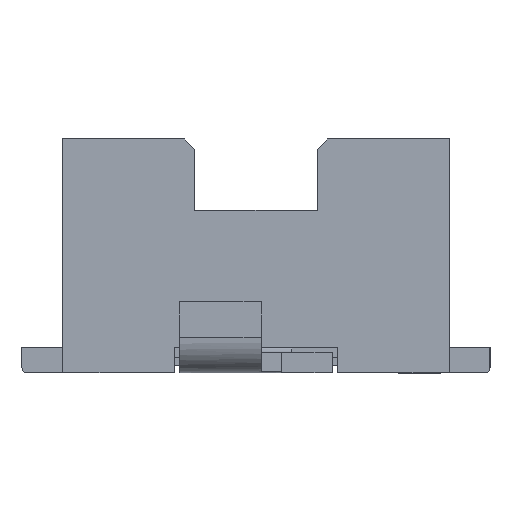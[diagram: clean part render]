
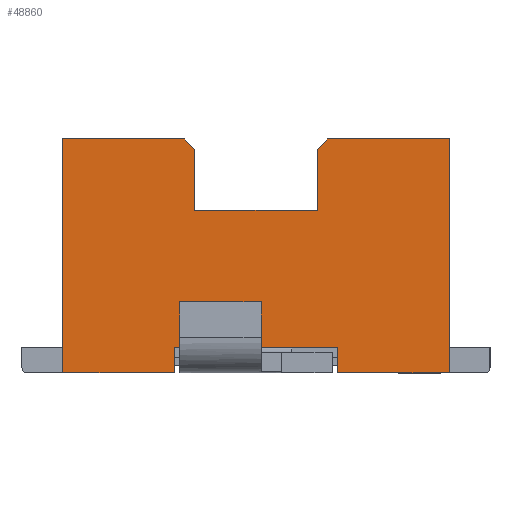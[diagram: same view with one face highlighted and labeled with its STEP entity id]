
A CAD part, left-side view. The second image highlights one B-rep face of the part: STEP entity #48860.
In plain terms, the highlighted face is planar.
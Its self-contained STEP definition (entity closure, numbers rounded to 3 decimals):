
#22410=CARTESIAN_POINT('',(-11.51,2.55,-1.32));
#22420=VERTEX_POINT('',#22410);
#22450=CARTESIAN_POINT('',(-11.51,2.55,-1.32));
#22460=DIRECTION('',(1.,0.,0.));
#22470=VECTOR('',#22460,1.);
#22480=LINE('',#22450,#22470);
#22490=CARTESIAN_POINT('',(-10.31,2.55,-1.32));
#22500=VERTEX_POINT('',#22490);
#22510=EDGE_CURVE('',#22420,#22500,#22480,.T.);
#26760=CARTESIAN_POINT('',(-10.31,0.25,-1.32));
#26770=DIRECTION('',(0.,1.,0.));
#26780=VECTOR('',#26770,1.);
#26790=LINE('',#26760,#26780);
#26800=CARTESIAN_POINT('',(-10.31,0.25,-1.32));
#26810=VERTEX_POINT('',#26800);
#26820=EDGE_CURVE('',#26810,#22500,#26790,.T.);
#47480=CARTESIAN_POINT('',(-10.31,0.25,-1.32));
#47490=DIRECTION('',(-1.,0.,0.));
#47500=VECTOR('',#47490,1.);
#47510=LINE('',#47480,#47500);
#47520=CARTESIAN_POINT('',(-11.41,0.25,-1.32));
#47530=VERTEX_POINT('',#47520);
#47540=EDGE_CURVE('',#26810,#47530,#47510,.T.);
#47700=CARTESIAN_POINT('',(-11.41,0.25,-1.32));
#47710=DIRECTION('',(0.,1.,0.));
#47720=VECTOR('',#47710,1.);
#47730=LINE('',#47700,#47720);
#47740=CARTESIAN_POINT('',(-11.41,0.5,-1.32));
#47750=VERTEX_POINT('',#47740);
#47760=EDGE_CURVE('',#47530,#47750,#47730,.T.);
#47970=CARTESIAN_POINT('',(-14.11,0.25,-1.32));
#47980=DIRECTION('',(0.,0.,-1.));
#47990=DIRECTION('',(1.,0.,0.));
#48000=AXIS2_PLACEMENT_3D('',#47970,#47980,#47990);
#48010=PLANE('',#48000);
#48020=CARTESIAN_POINT('',(-12.91,2.55,-1.32));
#48030=DIRECTION('',(0.707,-0.707,0.));
#48040=VECTOR('',#48030,1.);
#48050=LINE('',#48020,#48040);
#48060=CARTESIAN_POINT('',(-12.91,2.55,-1.32));
#48070=VERTEX_POINT('',#48060);
#48080=CARTESIAN_POINT('',(-12.81,2.45,-1.32));
#48090=VERTEX_POINT('',#48080);
#48100=EDGE_CURVE('',#48070,#48090,#48050,.T.);
#48110=ORIENTED_EDGE('',*,*,#48100,.T.);
#48120=CARTESIAN_POINT('',(-14.11,2.55,-1.32));
#48130=DIRECTION('',(1.,0.,0.));
#48140=VECTOR('',#48130,1.);
#48150=LINE('',#48120,#48140);
#48160=CARTESIAN_POINT('',(-14.11,2.55,-1.32));
#48170=VERTEX_POINT('',#48160);
#48180=EDGE_CURVE('',#48170,#48070,#48150,.T.);
#48190=ORIENTED_EDGE('',*,*,#48180,.T.);
#48200=CARTESIAN_POINT('',(-14.11,0.25,-1.32));
#48210=DIRECTION('',(0.,1.,0.));
#48220=VECTOR('',#48210,1.);
#48230=LINE('',#48200,#48220);
#48240=CARTESIAN_POINT('',(-14.11,0.25,-1.32));
#48250=VERTEX_POINT('',#48240);
#48260=EDGE_CURVE('',#48250,#48170,#48230,.T.);
#48270=ORIENTED_EDGE('',*,*,#48260,.T.);
#48280=CARTESIAN_POINT('',(-13.01,0.25,-1.32));
#48290=DIRECTION('',(-1.,0.,0.));
#48300=VECTOR('',#48290,1.);
#48310=LINE('',#48280,#48300);
#48320=CARTESIAN_POINT('',(-13.01,0.25,-1.32));
#48330=VERTEX_POINT('',#48320);
#48340=EDGE_CURVE('',#48330,#48250,#48310,.T.);
#48350=ORIENTED_EDGE('',*,*,#48340,.T.);
#48360=CARTESIAN_POINT('',(-13.01,0.5,-1.32));
#48370=DIRECTION('',(0.,-1.,0.));
#48380=VECTOR('',#48370,1.);
#48390=LINE('',#48360,#48380);
#48400=CARTESIAN_POINT('',(-13.01,0.5,-1.32));
#48410=VERTEX_POINT('',#48400);
#48420=EDGE_CURVE('',#48410,#48330,#48390,.T.);
#48430=ORIENTED_EDGE('',*,*,#48420,.T.);
#48440=CARTESIAN_POINT('',(-11.41,0.5,-1.32));
#48450=DIRECTION('',(-1.,0.,0.));
#48460=VECTOR('',#48450,1.);
#48470=LINE('',#48440,#48460);
#48480=EDGE_CURVE('',#47750,#48410,#48470,.T.);
#48490=ORIENTED_EDGE('',*,*,#48480,.T.);
#48500=ORIENTED_EDGE('',*,*,#47760,.T.);
#48510=ORIENTED_EDGE('',*,*,#47540,.T.);
#48520=ORIENTED_EDGE('',*,*,#26820,.F.);
#48530=ORIENTED_EDGE('',*,*,#22510,.T.);
#48540=CARTESIAN_POINT('',(-11.61,2.45,-1.32));
#48550=DIRECTION('',(0.707,0.707,0.));
#48560=VECTOR('',#48550,1.);
#48570=LINE('',#48540,#48560);
#48580=CARTESIAN_POINT('',(-11.61,2.45,-1.32));
#48590=VERTEX_POINT('',#48580);
#48600=EDGE_CURVE('',#48590,#22420,#48570,.T.);
#48610=ORIENTED_EDGE('',*,*,#48600,.T.);
#48620=CARTESIAN_POINT('',(-11.61,2.45,-1.32));
#48630=DIRECTION('',(0.,-1.,0.));
#48640=VECTOR('',#48630,1.);
#48650=LINE('',#48620,#48640);
#48660=CARTESIAN_POINT('',(-11.61,1.85,-1.32));
#48670=VERTEX_POINT('',#48660);
#48680=EDGE_CURVE('',#48590,#48670,#48650,.T.);
#48690=ORIENTED_EDGE('',*,*,#48680,.F.);
#48700=CARTESIAN_POINT('',(-12.81,1.85,-1.32));
#48710=DIRECTION('',(1.,0.,0.));
#48720=VECTOR('',#48710,1.);
#48730=LINE('',#48700,#48720);
#48740=CARTESIAN_POINT('',(-12.81,1.85,-1.32));
#48750=VERTEX_POINT('',#48740);
#48760=EDGE_CURVE('',#48750,#48670,#48730,.T.);
#48770=ORIENTED_EDGE('',*,*,#48760,.T.);
#48780=CARTESIAN_POINT('',(-12.81,1.85,-1.32));
#48790=DIRECTION('',(0.,1.,0.));
#48800=VECTOR('',#48790,1.);
#48810=LINE('',#48780,#48800);
#48820=EDGE_CURVE('',#48750,#48090,#48810,.T.);
#48830=ORIENTED_EDGE('',*,*,#48820,.F.);
#48840=EDGE_LOOP('',(#48830,#48770,#48690,#48610,#48530,#48520,#48510,
#48500,#48490,#48430,#48350,#48270,#48190,#48110));
#48850=FACE_OUTER_BOUND('',#48840,.T.);
#48860=ADVANCED_FACE('',(#48850),#48010,.T.);
